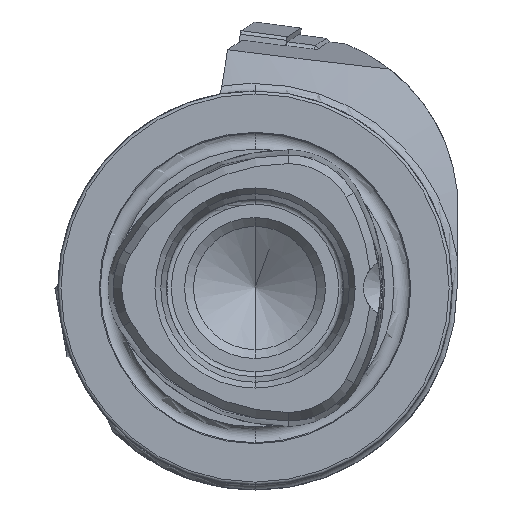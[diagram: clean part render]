
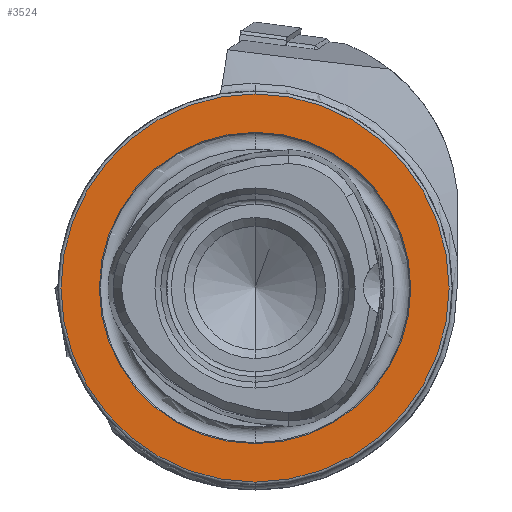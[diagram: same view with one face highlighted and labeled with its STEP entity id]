
A CAD part, left-side view. The second image highlights one B-rep face of the part: STEP entity #3524.
In plain terms, the highlighted planar face has unit normal (-1, 0, 0).
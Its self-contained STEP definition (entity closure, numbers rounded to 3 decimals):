
#23 = CARTESIAN_POINT ( 'NONE',  ( 0., 0., 0. ) ) ;
#402 = VERTEX_POINT ( 'NONE', #630 ) ;
#630 = CARTESIAN_POINT ( 'NONE',  ( 0., 0., -19.7 ) ) ;
#707 = CARTESIAN_POINT ( 'NONE',  ( 0., 15.8, 0. ) ) ;
#849 = DIRECTION ( 'NONE',  ( 0., 0., -1. ) ) ;
#1276 = VERTEX_POINT ( 'NONE', #1661 ) ;
#1326 = DIRECTION ( 'NONE',  ( -1., 0., 0. ) ) ;
#1332 = ORIENTED_EDGE ( 'NONE', *, *, #3215, .F. ) ;
#1495 = CARTESIAN_POINT ( 'NONE',  ( 0., 0., 15.8 ) ) ;
#1617 = DIRECTION ( 'NONE',  ( 0., 0., 1. ) ) ;
#1661 = CARTESIAN_POINT ( 'NONE',  ( 0., 0., 19.7 ) ) ;
#2290 = DIRECTION ( 'NONE',  ( 0., 0., 1. ) ) ;
#2422 = CARTESIAN_POINT ( 'NONE',  ( 0., 0., -15.8 ) ) ;
#3215 = EDGE_CURVE ( 'NONE', #14412, #6642, #3404, .T. ) ;
#3404 = CIRCLE ( 'NONE', #8974, 15.8 ) ;
#3469 = ORIENTED_EDGE ( 'NONE', *, *, #7001, .T. ) ;
#3524 = ADVANCED_FACE ( 'NONE', ( #7534, #14920 ), #4386, .F. ) ;
#3764 = DIRECTION ( 'NONE',  ( -1., 0., 0. ) ) ;
#4252 = DIRECTION ( 'NONE',  ( 1., 0., 0. ) ) ;
#4386 = PLANE ( 'NONE',  #7582 ) ;
#4821 = EDGE_CURVE ( 'NONE', #402, #1276, #11193, .T. ) ;
#6642 = VERTEX_POINT ( 'NONE', #2422 ) ;
#7001 = EDGE_CURVE ( 'NONE', #1276, #402, #8584, .T. ) ;
#7426 = ORIENTED_EDGE ( 'NONE', *, *, #4821, .T. ) ;
#7449 = CARTESIAN_POINT ( 'NONE',  ( 0., 0., 0. ) ) ;
#7534 = FACE_BOUND ( 'NONE', #10116, .T. ) ;
#7582 = AXIS2_PLACEMENT_3D ( 'NONE', #707, #4252, #849 ) ;
#7880 = CIRCLE ( 'NONE', #12661, 15.8 ) ;
#8349 = CARTESIAN_POINT ( 'NONE',  ( 0., 0., 0. ) ) ;
#8584 = CIRCLE ( 'NONE', #10304, 19.7 ) ;
#8974 = AXIS2_PLACEMENT_3D ( 'NONE', #8349, #1326, #2290 ) ;
#9109 = ORIENTED_EDGE ( 'NONE', *, *, #12087, .F. ) ;
#10116 = EDGE_LOOP ( 'NONE', ( #1332, #9109 ) ) ;
#10304 = AXIS2_PLACEMENT_3D ( 'NONE', #13825, #11383, #15005 ) ;
#10492 = DIRECTION ( 'NONE',  ( 0., 0., 1. ) ) ;
#11193 = CIRCLE ( 'NONE', #13553, 19.7 ) ;
#11383 = DIRECTION ( 'NONE',  ( -1., 0., 0. ) ) ;
#11693 = DIRECTION ( 'NONE',  ( -1., 0., 0. ) ) ;
#11844 = EDGE_LOOP ( 'NONE', ( #3469, #7426 ) ) ;
#12087 = EDGE_CURVE ( 'NONE', #6642, #14412, #7880, .T. ) ;
#12661 = AXIS2_PLACEMENT_3D ( 'NONE', #7449, #3764, #1617 ) ;
#13553 = AXIS2_PLACEMENT_3D ( 'NONE', #23, #11693, #10492 ) ;
#13825 = CARTESIAN_POINT ( 'NONE',  ( 0., 0., 0. ) ) ;
#14412 = VERTEX_POINT ( 'NONE', #1495 ) ;
#14920 = FACE_OUTER_BOUND ( 'NONE', #11844, .T. ) ;
#15005 = DIRECTION ( 'NONE',  ( 0., 0., 1. ) ) ;
